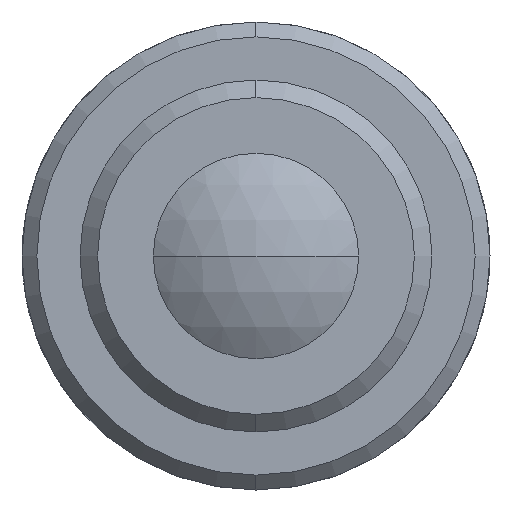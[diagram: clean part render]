
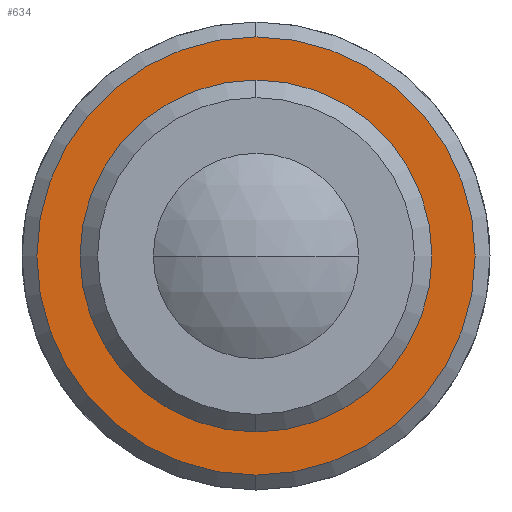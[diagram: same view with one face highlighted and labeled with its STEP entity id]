
A CAD part, left-side view. The second image highlights one B-rep face of the part: STEP entity #634.
In plain terms, the highlighted planar face has unit normal (-1, 0, 0).
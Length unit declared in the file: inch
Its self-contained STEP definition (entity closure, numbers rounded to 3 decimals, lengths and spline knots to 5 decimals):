
#16 = PLANE ( 'NONE',  #111 ) ;
#33 = CIRCLE ( 'NONE', #225, 0.11811 ) ;
#57 = FACE_OUTER_BOUND ( 'NONE', #485, .T. ) ;
#62 = AXIS2_PLACEMENT_3D ( 'NONE', #156, #478, #205 ) ;
#75 = CARTESIAN_POINT ( 'NONE',  ( 0.33465, 0., -0.11811 ) ) ;
#87 = ORIENTED_EDGE ( 'NONE', *, *, #454, .F. ) ;
#103 = ORIENTED_EDGE ( 'NONE', *, *, #327, .T. ) ;
#111 = AXIS2_PLACEMENT_3D ( 'NONE', #296, #465, #131 ) ;
#120 = DIRECTION ( 'NONE',  ( -1., 0., 0. ) ) ;
#131 = DIRECTION ( 'NONE',  ( 0., 0., -1. ) ) ;
#156 = CARTESIAN_POINT ( 'NONE',  ( 0.33465, 0., 0. ) ) ;
#163 = EDGE_CURVE ( 'NONE', #322, #502, #578, .T. ) ;
#203 = DIRECTION ( 'NONE',  ( 0., 0., -1. ) ) ;
#205 = DIRECTION ( 'NONE',  ( 0., 0., -1. ) ) ;
#225 = AXIS2_PLACEMENT_3D ( 'NONE', #677, #550, #552 ) ;
#240 = CARTESIAN_POINT ( 'NONE',  ( 0.33465, 0., 0.11811 ) ) ;
#269 = CARTESIAN_POINT ( 'NONE',  ( 0.33465, 0., 0.14705 ) ) ;
#285 = EDGE_LOOP ( 'NONE', ( #87, #653 ) ) ;
#287 = CARTESIAN_POINT ( 'NONE',  ( 0.33465, 0., 0. ) ) ;
#296 = CARTESIAN_POINT ( 'NONE',  ( 0.33465, 0., 0. ) ) ;
#301 = AXIS2_PLACEMENT_3D ( 'NONE', #287, #120, #623 ) ;
#322 = VERTEX_POINT ( 'NONE', #269 ) ;
#327 = EDGE_CURVE ( 'NONE', #502, #322, #510, .T. ) ;
#451 = CARTESIAN_POINT ( 'NONE',  ( 0.33465, 0., -0.14705 ) ) ;
#454 = EDGE_CURVE ( 'NONE', #568, #682, #33, .T. ) ;
#465 = DIRECTION ( 'NONE',  ( 1., 0., 0. ) ) ;
#478 = DIRECTION ( 'NONE',  ( -1., 0., 0. ) ) ;
#485 = EDGE_LOOP ( 'NONE', ( #103, #607 ) ) ;
#499 = AXIS2_PLACEMENT_3D ( 'NONE', #656, #528, #203 ) ;
#502 = VERTEX_POINT ( 'NONE', #451 ) ;
#510 = CIRCLE ( 'NONE', #62, 0.14705 ) ;
#519 = EDGE_CURVE ( 'NONE', #682, #568, #650, .T. ) ;
#528 = DIRECTION ( 'NONE',  ( -1., 0., 0. ) ) ;
#550 = DIRECTION ( 'NONE',  ( -1., 0., 0. ) ) ;
#552 = DIRECTION ( 'NONE',  ( 0., 0., 1. ) ) ;
#568 = VERTEX_POINT ( 'NONE', #240 ) ;
#578 = CIRCLE ( 'NONE', #499, 0.14705 ) ;
#607 = ORIENTED_EDGE ( 'NONE', *, *, #163, .T. ) ;
#623 = DIRECTION ( 'NONE',  ( 0., 0., 1. ) ) ;
#634 = ADVANCED_FACE ( 'NONE', ( #57, #640 ), #16, .F. ) ;
#640 = FACE_BOUND ( 'NONE', #285, .T. ) ;
#650 = CIRCLE ( 'NONE', #301, 0.11811 ) ;
#653 = ORIENTED_EDGE ( 'NONE', *, *, #519, .F. ) ;
#656 = CARTESIAN_POINT ( 'NONE',  ( 0.33465, 0., 0. ) ) ;
#677 = CARTESIAN_POINT ( 'NONE',  ( 0.33465, 0., 0. ) ) ;
#682 = VERTEX_POINT ( 'NONE', #75 ) ;
